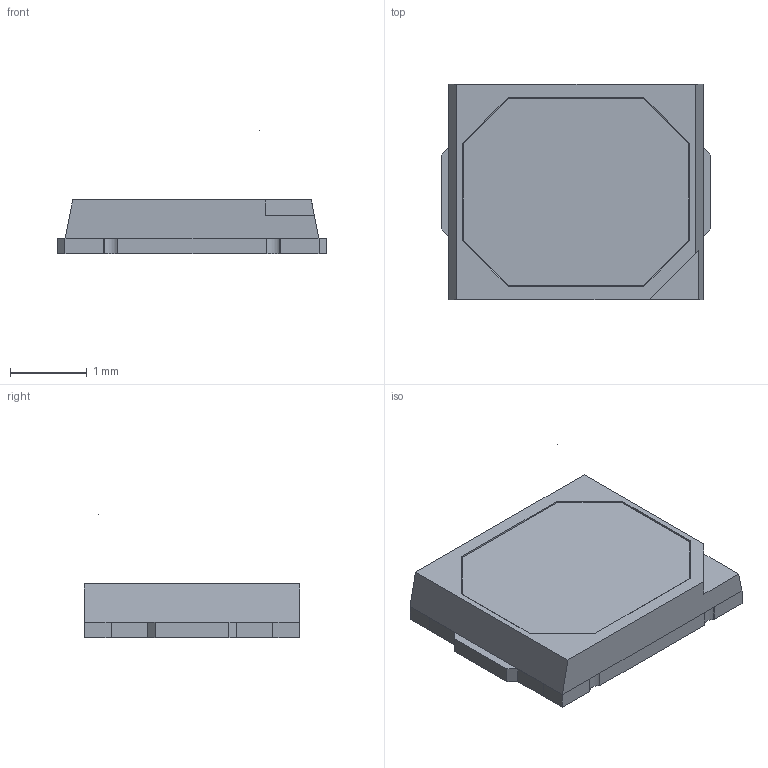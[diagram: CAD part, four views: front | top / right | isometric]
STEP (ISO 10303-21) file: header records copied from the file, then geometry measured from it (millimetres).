
FILE_DESCRIPTION(/* description */ (''),/* implementation_level */ '2;1');
FILE_NAME(/* name */ '1',/* time_stamp */ '2018-12-06T19:38:46+01:00',/* author */ (''),/* organization */ (''),/* preprocessor_version */ 'ST-DEVELOPER v16.5',/* originating_system */ '',/* authorisation */ '');
FILE_SCHEMA (('AUTOMOTIVE_DESIGN'));
Length unit declared in the file: millimetre
Products named in the file (1): Document
Bounding box: 3.5 x 2.8 x 1.61 mm (x, y, z)
Volume: 6.2 mm3; surface area: 57.7 mm2
Topology: 4 solids, 5 shells, 144 faces, 373 edges, 240 vertices
Faces by surface type: bspline 96, plane 48
Entity records: 4229 total; most frequent: CARTESIAN_POINT 2057, ORIENTED_EDGE 744, EDGE_CURVE 373, VERTEX_POINT 240, EDGE_LOOP 151, ADVANCED_FACE 144, FACE_OUTER_BOUND 144, B_SPLINE_CURVE_WITH_KNOTS 133
